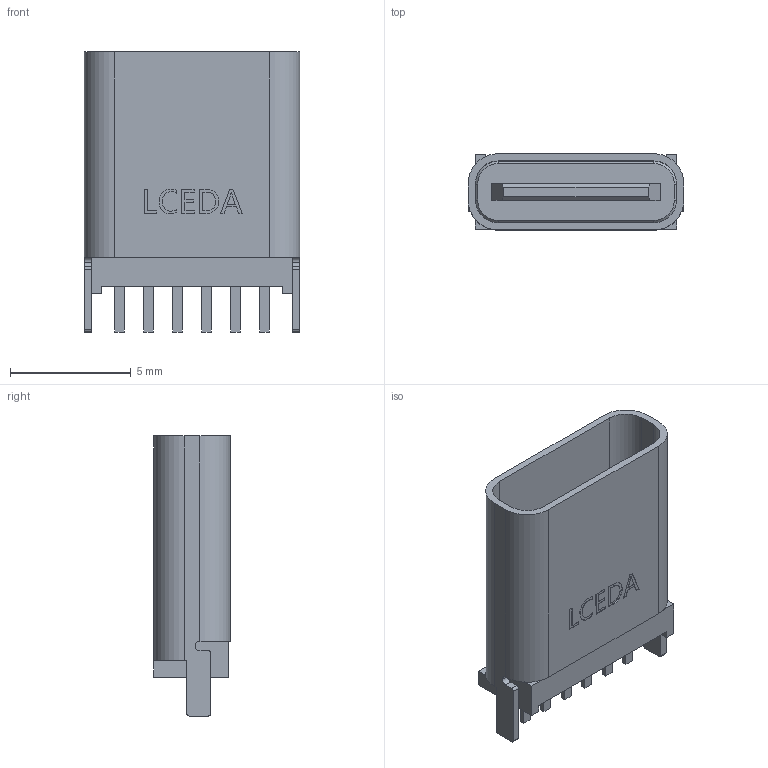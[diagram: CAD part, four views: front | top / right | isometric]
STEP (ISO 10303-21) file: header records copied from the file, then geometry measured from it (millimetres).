
FILE_DESCRIPTION (( 'STEP AP214' ), '1' );
FILE_NAME ('USB-C-TH_KH-TYPE-C-L10-6P.step', '2022-07-15T09:38:56', ( '' ), ( '' ), 'SwSTEP 2.0', 'SolidWorks 2020', '' );
FILE_SCHEMA (( 'AUTOMOTIVE_DESIGN' ));
Length unit declared in the file: millimetre
Products named in the file (1): USB-C-TH_KH-TYPE-C-L10-6P
Bounding box: 8.94 x 3.16 x 11.6 mm (x, y, z)
Volume: 141 mm3; surface area: 581.7 mm2
Topology: 15 solids, 15 shells, 432 faces, 1149 edges, 762 vertices
Faces by surface type: plane 278, bspline 112, cylinder 38, cone 4
Entity records: 18836 total; most frequent: CARTESIAN_POINT 4472, ORIENTED_EDGE 2298, DIRECTION 1637, EDGE_CURVE 1149, LINE 831, VECTOR 831, VERTEX_POINT 762, EDGE_LOOP 463
